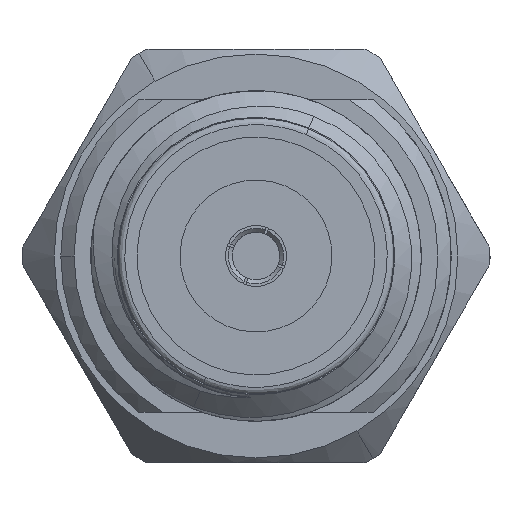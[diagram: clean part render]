
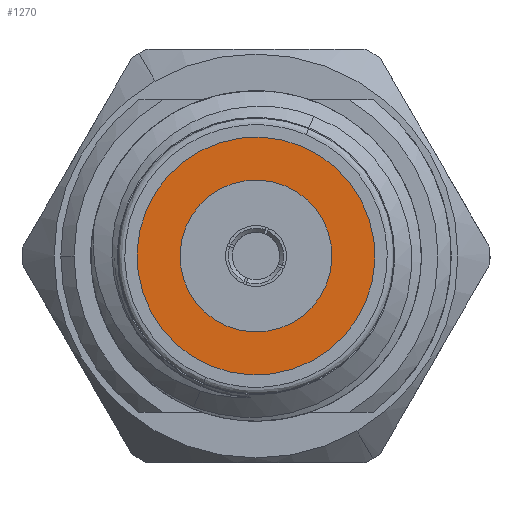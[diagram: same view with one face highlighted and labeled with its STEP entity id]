
A CAD part, left-side view. The second image highlights one B-rep face of the part: STEP entity #1270.
In plain terms, the highlighted planar face has unit normal (-1, 0, 0).
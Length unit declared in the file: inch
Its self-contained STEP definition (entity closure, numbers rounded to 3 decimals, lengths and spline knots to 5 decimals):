
#64 = FACE_OUTER_BOUND ( 'NONE', #947, .T. ) ;
#77 = DIRECTION ( 'NONE',  ( 0., -0.382, 0.924 ) ) ;
#213 = AXIS2_PLACEMENT_3D ( 'NONE', #6819, #1628, #3927 ) ;
#629 = ORIENTED_EDGE ( 'NONE', *, *, #725, .T. ) ;
#725 = EDGE_CURVE ( 'NONE', #4279, #7145, #2441, .T. ) ;
#782 = CIRCLE ( 'NONE', #5990, 0.09 ) ;
#947 = EDGE_LOOP ( 'NONE', ( #2842, #629 ) ) ;
#960 = EDGE_CURVE ( 'NONE', #7145, #4279, #782, .T. ) ;
#1270 = ADVANCED_FACE ( 'NONE', ( #2298, #64 ), #2777, .T. ) ;
#1273 = ORIENTED_EDGE ( 'NONE', *, *, #6333, .T. ) ;
#1626 = VERTEX_POINT ( 'NONE', #7114 ) ;
#1628 = DIRECTION ( 'NONE',  ( 1., 0., 0. ) ) ;
#1676 = DIRECTION ( 'NONE',  ( -1., 0., 0. ) ) ;
#2298 = FACE_BOUND ( 'NONE', #4089, .T. ) ;
#2441 = CIRCLE ( 'NONE', #5514, 0.09 ) ;
#2724 = CARTESIAN_POINT ( 'NONE',  ( 0.075, 0., 0. ) ) ;
#2777 = PLANE ( 'NONE',  #3269 ) ;
#2842 = ORIENTED_EDGE ( 'NONE', *, *, #960, .T. ) ;
#3169 = AXIS2_PLACEMENT_3D ( 'NONE', #6675, #3425, #77 ) ;
#3269 = AXIS2_PLACEMENT_3D ( 'NONE', #6151, #5674, #4001 ) ;
#3425 = DIRECTION ( 'NONE',  ( 1., 0., 0. ) ) ;
#3478 = DIRECTION ( 'NONE',  ( -1., 0., 0. ) ) ;
#3615 = CARTESIAN_POINT ( 'NONE',  ( 0.075, 0., 0. ) ) ;
#3651 = CIRCLE ( 'NONE', #213, 0.05748 ) ;
#3759 = CARTESIAN_POINT ( 'NONE',  ( 0.075, -0.03437, 0.08318 ) ) ;
#3927 = DIRECTION ( 'NONE',  ( 0., -0.382, 0.924 ) ) ;
#4001 = DIRECTION ( 'NONE',  ( 0., 0., 1. ) ) ;
#4089 = EDGE_LOOP ( 'NONE', ( #4580, #1273 ) ) ;
#4279 = VERTEX_POINT ( 'NONE', #4428 ) ;
#4428 = CARTESIAN_POINT ( 'NONE',  ( 0.075, 0.03437, -0.08318 ) ) ;
#4580 = ORIENTED_EDGE ( 'NONE', *, *, #5408, .T. ) ;
#5408 = EDGE_CURVE ( 'NONE', #5814, #1626, #7080, .T. ) ;
#5514 = AXIS2_PLACEMENT_3D ( 'NONE', #3615, #3478, #5870 ) ;
#5674 = DIRECTION ( 'NONE',  ( -1., 0., 0. ) ) ;
#5814 = VERTEX_POINT ( 'NONE', #7222 ) ;
#5870 = DIRECTION ( 'NONE',  ( 0., -0.382, 0.924 ) ) ;
#5990 = AXIS2_PLACEMENT_3D ( 'NONE', #2724, #1676, #6684 ) ;
#6151 = CARTESIAN_POINT ( 'NONE',  ( 0.075, 0., 0. ) ) ;
#6333 = EDGE_CURVE ( 'NONE', #1626, #5814, #3651, .T. ) ;
#6675 = CARTESIAN_POINT ( 'NONE',  ( 0.075, 0., 0. ) ) ;
#6684 = DIRECTION ( 'NONE',  ( 0., -0.382, 0.924 ) ) ;
#6819 = CARTESIAN_POINT ( 'NONE',  ( 0.075, 0., 0. ) ) ;
#7080 = CIRCLE ( 'NONE', #3169, 0.05748 ) ;
#7114 = CARTESIAN_POINT ( 'NONE',  ( 0.075, 0.02195, -0.05312 ) ) ;
#7145 = VERTEX_POINT ( 'NONE', #3759 ) ;
#7222 = CARTESIAN_POINT ( 'NONE',  ( 0.075, -0.02195, 0.05312 ) ) ;
